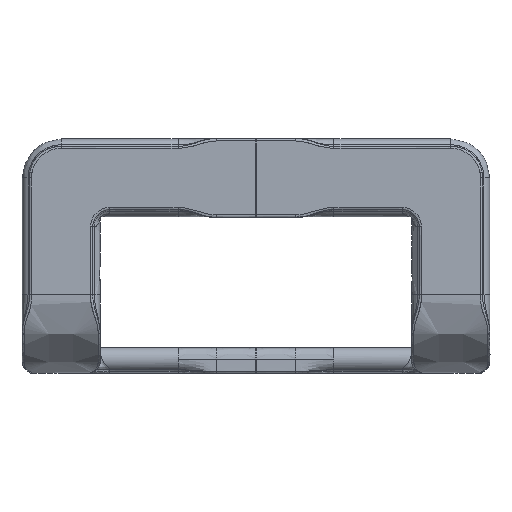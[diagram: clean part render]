
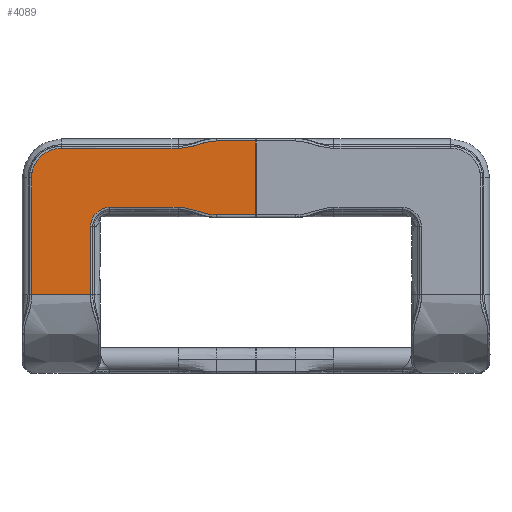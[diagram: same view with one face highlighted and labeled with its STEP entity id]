
A CAD part, top view. The second image highlights one B-rep face of the part: STEP entity #4089.
In plain terms, the highlighted free-form (B-spline) face has degree [3, 3] with [4, 4] control points.
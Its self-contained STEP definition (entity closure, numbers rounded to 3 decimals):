
#461=FACE_OUTER_BOUND('',#649,.T.);
#649=EDGE_LOOP('',(#3279,#3280,#3281,#3282,#3283,#3284,#3285,#3286,#3287,
#3288,#3289,#3290));
#944=B_SPLINE_CURVE_WITH_KNOTS('',3,(#9715,#9716,#9717,#9718),
 .UNSPECIFIED.,.F.,.F.,(4,4),(0.53,0.72),
 .UNSPECIFIED.);
#945=B_SPLINE_CURVE_WITH_KNOTS('',3,(#9720,#9721,#9722,#9723),
 .UNSPECIFIED.,.F.,.F.,(4,4),(2.507,3.476),
 .UNSPECIFIED.);
#946=B_SPLINE_CURVE_WITH_KNOTS('',3,(#9725,#9726,#9727,#9728,#9729,#9730,
#9731),.UNSPECIFIED.,.F.,.F.,(4,3,4),(2.085,2.296,
2.507),.UNSPECIFIED.);
#947=B_SPLINE_CURVE_WITH_KNOTS('',3,(#9733,#9734,#9735,#9736),
 .UNSPECIFIED.,.F.,.F.,(4,4),(1.115,2.085),
 .UNSPECIFIED.);
#948=B_SPLINE_CURVE_WITH_KNOTS('',3,(#9738,#9739,#9740,#9741,#9742,#9743,
#9744),.UNSPECIFIED.,.F.,.F.,(4,3,4),(0.56,0.835,
1.115),.UNSPECIFIED.);
#949=B_SPLINE_CURVE_WITH_KNOTS('',3,(#9746,#9747,#9748,#9749),
 .UNSPECIFIED.,.F.,.F.,(4,4),(0.,0.127),.UNSPECIFIED.);
#950=B_SPLINE_CURVE_WITH_KNOTS('',3,(#9751,#9752,#9753,#9754),
 .UNSPECIFIED.,.F.,.F.,(4,4),(0.256,0.494),
 .UNSPECIFIED.);
#951=B_SPLINE_CURVE_WITH_KNOTS('',3,(#9756,#9757,#9758,#9759),
 .UNSPECIFIED.,.F.,.F.,(4,4),(-0.127,0.),.UNSPECIFIED.);
#952=B_SPLINE_CURVE_WITH_KNOTS('',3,(#9761,#9762,#9763,#9764,#9765,#9766,
#9767),.UNSPECIFIED.,.F.,.F.,(4,3,4),(3.973,4.253,
4.528),.UNSPECIFIED.);
#953=B_SPLINE_CURVE_WITH_KNOTS('',3,(#9769,#9770,#9771,#9772),
 .UNSPECIFIED.,.F.,.F.,(4,4),(2.323,3.973),
 .UNSPECIFIED.);
#954=B_SPLINE_CURVE_WITH_KNOTS('',3,(#9774,#9775,#9776,#9777,#9778,#9779,
#9780),.UNSPECIFIED.,.F.,.F.,(4,3,4),(1.65,1.987,
2.323),.UNSPECIFIED.);
#955=B_SPLINE_CURVE_WITH_KNOTS('',3,(#9781,#9782,#9783,#9784),
 .UNSPECIFIED.,.F.,.F.,(4,4),(0.,1.65),
 .UNSPECIFIED.);
#1643=VERTEX_POINT('',#9713);
#1644=VERTEX_POINT('',#9714);
#1645=VERTEX_POINT('',#9719);
#1646=VERTEX_POINT('',#9724);
#1647=VERTEX_POINT('',#9732);
#1648=VERTEX_POINT('',#9737);
#1649=VERTEX_POINT('',#9745);
#1650=VERTEX_POINT('',#9750);
#1651=VERTEX_POINT('',#9755);
#1652=VERTEX_POINT('',#9760);
#1653=VERTEX_POINT('',#9768);
#1654=VERTEX_POINT('',#9773);
#2461=EDGE_CURVE('',#1643,#1644,#944,.T.);
#2462=EDGE_CURVE('',#1645,#1643,#945,.T.);
#2463=EDGE_CURVE('',#1646,#1645,#946,.T.);
#2464=EDGE_CURVE('',#1647,#1646,#947,.T.);
#2465=EDGE_CURVE('',#1648,#1647,#948,.T.);
#2466=EDGE_CURVE('',#1649,#1648,#949,.T.);
#2467=EDGE_CURVE('',#1650,#1649,#950,.T.);
#2468=EDGE_CURVE('',#1651,#1650,#951,.T.);
#2469=EDGE_CURVE('',#1652,#1651,#952,.T.);
#2470=EDGE_CURVE('',#1653,#1652,#953,.T.);
#2471=EDGE_CURVE('',#1654,#1653,#954,.T.);
#2472=EDGE_CURVE('',#1644,#1654,#955,.T.);
#3279=ORIENTED_EDGE('',*,*,#2461,.F.);
#3280=ORIENTED_EDGE('',*,*,#2462,.F.);
#3281=ORIENTED_EDGE('',*,*,#2463,.F.);
#3282=ORIENTED_EDGE('',*,*,#2464,.F.);
#3283=ORIENTED_EDGE('',*,*,#2465,.F.);
#3284=ORIENTED_EDGE('',*,*,#2466,.F.);
#3285=ORIENTED_EDGE('',*,*,#2467,.F.);
#3286=ORIENTED_EDGE('',*,*,#2468,.F.);
#3287=ORIENTED_EDGE('',*,*,#2469,.F.);
#3288=ORIENTED_EDGE('',*,*,#2470,.F.);
#3289=ORIENTED_EDGE('',*,*,#2471,.F.);
#3290=ORIENTED_EDGE('',*,*,#2472,.F.);
#3949=B_SPLINE_SURFACE_WITH_KNOTS('',3,3,((#9697,#9698,#9699,#9700),(#9701,
#9702,#9703,#9704),(#9705,#9706,#9707,#9708),(#9709,#9710,#9711,#9712)),
 .UNSPECIFIED.,.F.,.F.,.F.,(4,4),(4,4),(0.,1.),(0.,1.),.UNSPECIFIED.);
#4089=ADVANCED_FACE('',(#461),#3949,.T.);
#9697=CARTESIAN_POINT('Ctrl Pts',(456.056,71.97,75.652));
#9698=CARTESIAN_POINT('Ctrl Pts',(456.056,57.304,75.652));
#9699=CARTESIAN_POINT('Ctrl Pts',(456.056,42.637,75.652));
#9700=CARTESIAN_POINT('Ctrl Pts',(456.056,27.97,75.652));
#9701=CARTESIAN_POINT('Ctrl Pts',(441.389,71.97,75.652));
#9702=CARTESIAN_POINT('Ctrl Pts',(441.389,57.304,75.652));
#9703=CARTESIAN_POINT('Ctrl Pts',(441.389,42.637,75.652));
#9704=CARTESIAN_POINT('Ctrl Pts',(441.389,27.97,75.652));
#9705=CARTESIAN_POINT('Ctrl Pts',(426.723,71.97,75.652));
#9706=CARTESIAN_POINT('Ctrl Pts',(426.723,57.304,75.652));
#9707=CARTESIAN_POINT('Ctrl Pts',(426.723,42.637,75.652));
#9708=CARTESIAN_POINT('Ctrl Pts',(426.723,27.97,75.652));
#9709=CARTESIAN_POINT('Ctrl Pts',(412.056,71.97,75.652));
#9710=CARTESIAN_POINT('Ctrl Pts',(412.056,57.304,75.652));
#9711=CARTESIAN_POINT('Ctrl Pts',(412.056,42.637,75.652));
#9712=CARTESIAN_POINT('Ctrl Pts',(412.056,27.97,75.652));
#9713=CARTESIAN_POINT('',(432.728,38.97,75.652));
#9714=CARTESIAN_POINT('',(424.385,38.97,75.652));
#9715=CARTESIAN_POINT('Ctrl Pts',(432.728,38.97,75.652));
#9716=CARTESIAN_POINT('Ctrl Pts',(429.947,38.97,75.652));
#9717=CARTESIAN_POINT('Ctrl Pts',(427.166,38.97,75.652));
#9718=CARTESIAN_POINT('Ctrl Pts',(424.385,38.97,75.652));
#9719=CARTESIAN_POINT('',(432.727,48.666,75.652));
#9720=CARTESIAN_POINT('Ctrl Pts',(432.727,48.666,75.652));
#9721=CARTESIAN_POINT('Ctrl Pts',(432.728,46.199,75.652));
#9722=CARTESIAN_POINT('Ctrl Pts',(432.728,41.454,75.652));
#9723=CARTESIAN_POINT('Ctrl Pts',(432.728,38.97,75.652));
#9724=CARTESIAN_POINT('',(435.36,51.299,75.652));
#9725=CARTESIAN_POINT('Ctrl Pts',(435.36,51.299,75.652));
#9726=CARTESIAN_POINT('Ctrl Pts',(434.665,51.299,75.652));
#9727=CARTESIAN_POINT('Ctrl Pts',(433.998,50.999,75.652));
#9728=CARTESIAN_POINT('Ctrl Pts',(433.512,50.513,75.652));
#9729=CARTESIAN_POINT('Ctrl Pts',(433.027,50.028,75.652));
#9730=CARTESIAN_POINT('Ctrl Pts',(432.727,49.36,75.652));
#9731=CARTESIAN_POINT('Ctrl Pts',(432.727,48.666,75.652));
#9732=CARTESIAN_POINT('',(445.056,51.299,75.652));
#9733=CARTESIAN_POINT('Ctrl Pts',(445.056,51.299,75.652));
#9734=CARTESIAN_POINT('Ctrl Pts',(442.589,51.299,75.652));
#9735=CARTESIAN_POINT('Ctrl Pts',(437.826,51.299,75.652));
#9736=CARTESIAN_POINT('Ctrl Pts',(435.36,51.299,75.652));
#9737=CARTESIAN_POINT('',(450.455,50.256,75.652));
#9738=CARTESIAN_POINT('Ctrl Pts',(450.455,50.256,75.652));
#9739=CARTESIAN_POINT('Ctrl Pts',(449.518,50.256,75.652));
#9740=CARTESIAN_POINT('Ctrl Pts',(448.631,50.539,75.652));
#9741=CARTESIAN_POINT('Ctrl Pts',(447.759,50.798,75.652));
#9742=CARTESIAN_POINT('Ctrl Pts',(446.868,51.063,75.652));
#9743=CARTESIAN_POINT('Ctrl Pts',(446.005,51.299,75.652));
#9744=CARTESIAN_POINT('Ctrl Pts',(445.056,51.299,75.652));
#9745=CARTESIAN_POINT('',(456.056,50.256,75.652));
#9746=CARTESIAN_POINT('Ctrl Pts',(456.056,50.256,75.652));
#9747=CARTESIAN_POINT('Ctrl Pts',(454.189,50.256,75.652));
#9748=CARTESIAN_POINT('Ctrl Pts',(452.322,50.256,75.652));
#9749=CARTESIAN_POINT('Ctrl Pts',(450.455,50.256,75.652));
#9750=CARTESIAN_POINT('',(456.056,60.684,75.652));
#9751=CARTESIAN_POINT('Ctrl Pts',(456.056,60.684,75.652));
#9752=CARTESIAN_POINT('Ctrl Pts',(456.056,57.208,75.652));
#9753=CARTESIAN_POINT('Ctrl Pts',(456.056,53.732,75.652));
#9754=CARTESIAN_POINT('Ctrl Pts',(456.056,50.256,75.652));
#9755=CARTESIAN_POINT('',(450.455,60.684,75.652));
#9756=CARTESIAN_POINT('Ctrl Pts',(450.455,60.684,75.652));
#9757=CARTESIAN_POINT('Ctrl Pts',(452.322,60.684,75.652));
#9758=CARTESIAN_POINT('Ctrl Pts',(454.189,60.684,75.652));
#9759=CARTESIAN_POINT('Ctrl Pts',(456.056,60.684,75.652));
#9760=CARTESIAN_POINT('',(445.056,59.641,75.652));
#9761=CARTESIAN_POINT('Ctrl Pts',(445.056,59.641,75.652));
#9762=CARTESIAN_POINT('Ctrl Pts',(446.015,59.641,75.652));
#9763=CARTESIAN_POINT('Ctrl Pts',(446.861,59.875,75.652));
#9764=CARTESIAN_POINT('Ctrl Pts',(447.76,60.142,75.652));
#9765=CARTESIAN_POINT('Ctrl Pts',(448.641,60.404,75.652));
#9766=CARTESIAN_POINT('Ctrl Pts',(449.508,60.684,75.652));
#9767=CARTESIAN_POINT('Ctrl Pts',(450.455,60.684,75.652));
#9768=CARTESIAN_POINT('',(428.557,59.641,75.652));
#9769=CARTESIAN_POINT('Ctrl Pts',(428.557,59.641,75.652));
#9770=CARTESIAN_POINT('Ctrl Pts',(434.057,59.641,75.652));
#9771=CARTESIAN_POINT('Ctrl Pts',(439.557,59.641,75.652));
#9772=CARTESIAN_POINT('Ctrl Pts',(445.056,59.641,75.652));
#9773=CARTESIAN_POINT('',(424.385,55.47,75.652));
#9774=CARTESIAN_POINT('Ctrl Pts',(424.385,55.47,75.652));
#9775=CARTESIAN_POINT('Ctrl Pts',(424.385,56.586,75.652));
#9776=CARTESIAN_POINT('Ctrl Pts',(424.82,57.63,75.652));
#9777=CARTESIAN_POINT('Ctrl Pts',(425.608,58.419,75.652));
#9778=CARTESIAN_POINT('Ctrl Pts',(426.397,59.207,75.652));
#9779=CARTESIAN_POINT('Ctrl Pts',(427.441,59.642,75.652));
#9780=CARTESIAN_POINT('Ctrl Pts',(428.557,59.641,75.652));
#9781=CARTESIAN_POINT('Ctrl Pts',(424.385,38.97,75.652));
#9782=CARTESIAN_POINT('Ctrl Pts',(424.385,43.1,75.652));
#9783=CARTESIAN_POINT('Ctrl Pts',(424.385,51.343,75.652));
#9784=CARTESIAN_POINT('Ctrl Pts',(424.385,55.47,75.652));
